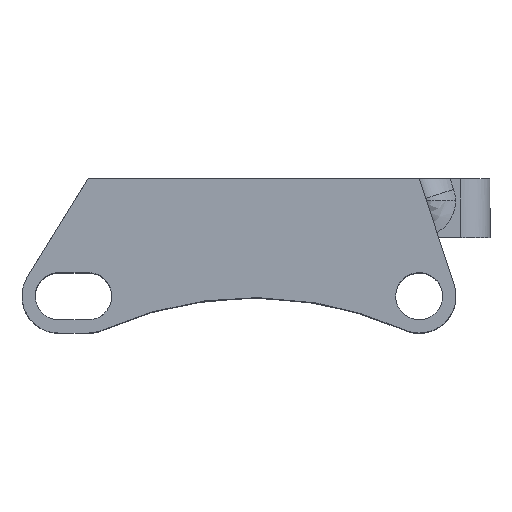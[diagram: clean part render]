
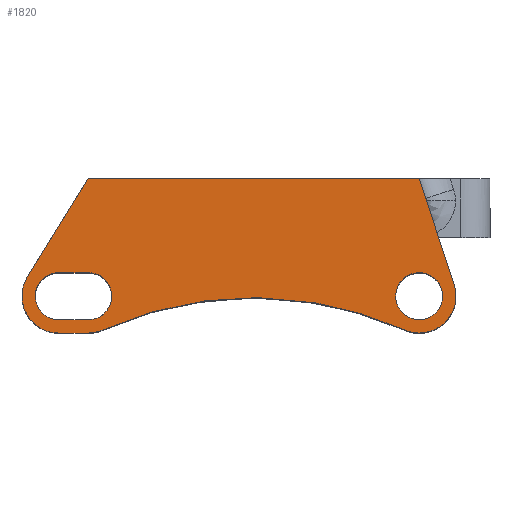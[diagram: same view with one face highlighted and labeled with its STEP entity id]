
A CAD part, top view. The second image highlights one B-rep face of the part: STEP entity #1820.
In plain terms, the highlighted free-form (B-spline) face has degree [1, 1] with [2, 2] control points.
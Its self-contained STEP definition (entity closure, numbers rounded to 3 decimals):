
#529 = VERTEX_POINT('',#530);
#530 = CARTESIAN_POINT('',(-3.273,2.618,28.639)
  );
#546 = VERTEX_POINT('',#547);
#547 = CARTESIAN_POINT('',(-5.891,0.,
    28.639));
#552 = EDGE_CURVE('',#529,#546,#553,.T.);
#553 = ( BOUNDED_CURVE() B_SPLINE_CURVE(2,(#554,#555,#556),
.UNSPECIFIED.,.F.,.F.) B_SPLINE_CURVE_WITH_KNOTS((3,3),(1.571,
3.142),.PIECEWISE_BEZIER_KNOTS.) CURVE() 
GEOMETRIC_REPRESENTATION_ITEM() RATIONAL_B_SPLINE_CURVE((1.,
0.707,1.)) REPRESENTATION_ITEM('') );
#554 = CARTESIAN_POINT('',(-3.273,2.618,28.639)
  );
#555 = CARTESIAN_POINT('',(-5.891,2.618,28.639)
  );
#556 = CARTESIAN_POINT('',(-5.891,0.,
    28.639));
#569 = VERTEX_POINT('',#570);
#570 = CARTESIAN_POINT('',(34.203,0.,28.639));
#588 = VERTEX_POINT('',#589);
#589 = CARTESIAN_POINT('',(39.44,0.,
    28.639));
#594 = EDGE_CURVE('',#569,#588,#595,.T.);
#595 = ( BOUNDED_CURVE() B_SPLINE_CURVE(2,(#596,#597,#598,#599,#600),
.UNSPECIFIED.,.F.,.F.) B_SPLINE_CURVE_WITH_KNOTS((3,2,3),(3.142,
4.712,6.283),.PIECEWISE_BEZIER_KNOTS.) CURVE() 
GEOMETRIC_REPRESENTATION_ITEM() RATIONAL_B_SPLINE_CURVE((1.,
0.707,1.,0.707,1.)) REPRESENTATION_ITEM('') );
#596 = CARTESIAN_POINT('',(34.203,0.,
    28.639));
#597 = CARTESIAN_POINT('',(34.203,-2.618,
    28.639));
#598 = CARTESIAN_POINT('',(36.822,-2.618,
    28.639));
#599 = CARTESIAN_POINT('',(39.44,-2.618,
    28.639));
#600 = CARTESIAN_POINT('',(39.44,0.,
    28.639));
#616 = EDGE_CURVE('',#617,#619,#621,.T.);
#617 = VERTEX_POINT('',#618);
#618 = CARTESIAN_POINT('',(-7.364,0.,
    28.639));
#619 = VERTEX_POINT('',#620);
#620 = CARTESIAN_POINT('',(-3.273,-4.091,28.639
    ));
#621 = ( BOUNDED_CURVE() B_SPLINE_CURVE(2,(#622,#623,#624),
.UNSPECIFIED.,.F.,.F.) B_SPLINE_CURVE_WITH_KNOTS((3,3),(3.142,
4.712),.PIECEWISE_BEZIER_KNOTS.) CURVE() 
GEOMETRIC_REPRESENTATION_ITEM() RATIONAL_B_SPLINE_CURVE((1.,
0.707,1.)) REPRESENTATION_ITEM('') );
#622 = CARTESIAN_POINT('',(-7.364,0.,
    28.639));
#623 = CARTESIAN_POINT('',(-7.364,-4.091,
    28.639));
#624 = CARTESIAN_POINT('',(-3.273,-4.091,28.639
    ));
#1291 = VERTEX_POINT('',#1292);
#1292 = CARTESIAN_POINT('',(-6.755,2.149,
    28.639));
#1297 = EDGE_CURVE('',#1298,#1291,#1300,.T.);
#1298 = VERTEX_POINT('',#1299);
#1299 = CARTESIAN_POINT('',(0.,13.092,28.639));
#1300 = B_SPLINE_CURVE_WITH_KNOTS('',1,(#1301,#1302),.UNSPECIFIED.,.F.,
  .F.,(2,2),(-15.716,0.),
  .PIECEWISE_BEZIER_KNOTS.);
#1301 = CARTESIAN_POINT('',(0.,13.092,28.639));
#1302 = CARTESIAN_POINT('',(-6.755,2.149,
    28.639));
#1434 = EDGE_CURVE('',#1435,#1298,#1437,.T.);
#1435 = VERTEX_POINT('',#1436);
#1436 = CARTESIAN_POINT('',(36.822,13.092,
    28.639));
#1437 = B_SPLINE_CURVE_WITH_KNOTS('',1,(#1438,#1439),.UNSPECIFIED.,.F.,
  .F.,(2,2),(-45.,-0.),.PIECEWISE_BEZIER_KNOTS.);
#1438 = CARTESIAN_POINT('',(36.822,13.092,
    28.639));
#1439 = CARTESIAN_POINT('',(0.,13.092,28.639));
#1599 = VERTEX_POINT('',#1600);
#1600 = CARTESIAN_POINT('',(40.708,1.279,
    28.639));
#1605 = EDGE_CURVE('',#1606,#1599,#1608,.T.);
#1606 = VERTEX_POINT('',#1607);
#1607 = CARTESIAN_POINT('',(35.148,-3.733,
    28.639));
#1608 = ( BOUNDED_CURVE() B_SPLINE_CURVE(2,(#1609,#1610,#1611),
.UNSPECIFIED.,.F.,.F.) B_SPLINE_CURVE_WITH_KNOTS((3,3),(4.291,
6.601),.PIECEWISE_BEZIER_KNOTS.) CURVE() 
GEOMETRIC_REPRESENTATION_ITEM() RATIONAL_B_SPLINE_CURVE((1.,
0.404,1.)) REPRESENTATION_ITEM('') );
#1609 = CARTESIAN_POINT('',(35.148,-3.733,
    28.639));
#1610 = CARTESIAN_POINT('',(43.604,-7.524,
    28.639));
#1611 = CARTESIAN_POINT('',(40.708,1.279,
    28.639));
#1820 = ADVANCED_FACE('',(#1821,#1859,#1870),#1903,.T.);
#1821 = FACE_BOUND('',#1822,.T.);
#1822 = EDGE_LOOP('',(#1823,#1833,#1839,#1840,#1845,#1846,#1847,#1853,
    #1854));
#1823 = ORIENTED_EDGE('',*,*,#1824,.T.);
#1824 = EDGE_CURVE('',#1825,#1827,#1829,.T.);
#1825 = VERTEX_POINT('',#1826);
#1826 = CARTESIAN_POINT('',(0.,-4.091,
    28.639));
#1827 = VERTEX_POINT('',#1828);
#1828 = CARTESIAN_POINT('',(1.674,-3.733,
    28.639));
#1829 = ( BOUNDED_CURVE() B_SPLINE_CURVE(2,(#1830,#1831,#1832),
.UNSPECIFIED.,.F.,.F.) B_SPLINE_CURVE_WITH_KNOTS((3,3),(4.712,
5.134),.PIECEWISE_BEZIER_KNOTS.) CURVE() 
GEOMETRIC_REPRESENTATION_ITEM() RATIONAL_B_SPLINE_CURVE((1.,
0.978,1.)) REPRESENTATION_ITEM('') );
#1830 = CARTESIAN_POINT('',(0.,-4.091,
    28.639));
#1831 = CARTESIAN_POINT('',(0.875,-4.091,
    28.639));
#1832 = CARTESIAN_POINT('',(1.674,-3.733,
    28.639));
#1833 = ORIENTED_EDGE('',*,*,#1834,.T.);
#1834 = EDGE_CURVE('',#1827,#1606,#1835,.T.);
#1835 = ( BOUNDED_CURVE() B_SPLINE_CURVE(2,(#1836,#1837,#1838),
.UNSPECIFIED.,.F.,.F.) B_SPLINE_CURVE_WITH_KNOTS((3,3),(1.149,
1.992),.PIECEWISE_BEZIER_KNOTS.) CURVE() 
GEOMETRIC_REPRESENTATION_ITEM() RATIONAL_B_SPLINE_CURVE((1.,
0.912,1.)) REPRESENTATION_ITEM('') );
#1836 = CARTESIAN_POINT('',(1.674,-3.733,
    28.639));
#1837 = CARTESIAN_POINT('',(18.411,3.77,
    28.639));
#1838 = CARTESIAN_POINT('',(35.148,-3.733,
    28.639));
#1839 = ORIENTED_EDGE('',*,*,#1605,.T.);
#1840 = ORIENTED_EDGE('',*,*,#1841,.T.);
#1841 = EDGE_CURVE('',#1599,#1435,#1842,.T.);
#1842 = B_SPLINE_CURVE_WITH_KNOTS('',1,(#1843,#1844),.UNSPECIFIED.,.F.,
  .F.,(2,2),(-15.199,0.),.PIECEWISE_BEZIER_KNOTS.);
#1843 = CARTESIAN_POINT('',(40.708,1.279,
    28.639));
#1844 = CARTESIAN_POINT('',(36.822,13.092,
    28.639));
#1845 = ORIENTED_EDGE('',*,*,#1434,.T.);
#1846 = ORIENTED_EDGE('',*,*,#1297,.T.);
#1847 = ORIENTED_EDGE('',*,*,#1848,.T.);
#1848 = EDGE_CURVE('',#1291,#617,#1849,.T.);
#1849 = ( BOUNDED_CURVE() B_SPLINE_CURVE(2,(#1850,#1851,#1852),
.UNSPECIFIED.,.F.,.F.) B_SPLINE_CURVE_WITH_KNOTS((3,3),(2.589,
3.142),.PIECEWISE_BEZIER_KNOTS.) CURVE() 
GEOMETRIC_REPRESENTATION_ITEM() RATIONAL_B_SPLINE_CURVE((1.,
0.962,1.)) REPRESENTATION_ITEM('') );
#1850 = CARTESIAN_POINT('',(-6.755,2.149,
    28.639));
#1851 = CARTESIAN_POINT('',(-7.364,1.161,
    28.639));
#1852 = CARTESIAN_POINT('',(-7.364,0.,
    28.639));
#1853 = ORIENTED_EDGE('',*,*,#616,.T.);
#1854 = ORIENTED_EDGE('',*,*,#1855,.T.);
#1855 = EDGE_CURVE('',#619,#1825,#1856,.T.);
#1856 = B_SPLINE_CURVE_WITH_KNOTS('',1,(#1857,#1858),.UNSPECIFIED.,.F.,
  .F.,(2,2),(-4.,0.),.PIECEWISE_BEZIER_KNOTS.);
#1857 = CARTESIAN_POINT('',(-3.273,-4.091,
    28.639));
#1858 = CARTESIAN_POINT('',(0.,-4.091,
    28.639));
#1859 = FACE_BOUND('',#1860,.T.);
#1860 = EDGE_LOOP('',(#1861,#1862));
#1861 = ORIENTED_EDGE('',*,*,#594,.F.);
#1862 = ORIENTED_EDGE('',*,*,#1863,.F.);
#1863 = EDGE_CURVE('',#588,#569,#1864,.T.);
#1864 = ( BOUNDED_CURVE() B_SPLINE_CURVE(2,(#1865,#1866,#1867,#1868,
#1869),.UNSPECIFIED.,.F.,.F.) B_SPLINE_CURVE_WITH_KNOTS((3,2,3),(0.,
1.571,3.142),.PIECEWISE_BEZIER_KNOTS.) CURVE() 
GEOMETRIC_REPRESENTATION_ITEM() RATIONAL_B_SPLINE_CURVE((1.,
0.707,1.,0.707,1.)) REPRESENTATION_ITEM('') );
#1865 = CARTESIAN_POINT('',(39.44,0.,28.639));
#1866 = CARTESIAN_POINT('',(39.44,2.618,
    28.639));
#1867 = CARTESIAN_POINT('',(36.822,2.618,
    28.639));
#1868 = CARTESIAN_POINT('',(34.203,2.618,
    28.639));
#1869 = CARTESIAN_POINT('',(34.203,0.,
    28.639));
#1870 = FACE_BOUND('',#1871,.T.);
#1871 = EDGE_LOOP('',(#1872,#1879,#1889,#1896,#1902));
#1872 = ORIENTED_EDGE('',*,*,#1873,.F.);
#1873 = EDGE_CURVE('',#1874,#529,#1876,.T.);
#1874 = VERTEX_POINT('',#1875);
#1875 = CARTESIAN_POINT('',(0.,2.618,
    28.639));
#1876 = B_SPLINE_CURVE_WITH_KNOTS('',1,(#1877,#1878),.UNSPECIFIED.,.F.,
  .F.,(2,2),(0.,4.),.PIECEWISE_BEZIER_KNOTS.);
#1877 = CARTESIAN_POINT('',(0.,2.618,
    28.639));
#1878 = CARTESIAN_POINT('',(-3.273,2.618,28.639)
  );
#1879 = ORIENTED_EDGE('',*,*,#1880,.F.);
#1880 = EDGE_CURVE('',#1881,#1874,#1883,.T.);
#1881 = VERTEX_POINT('',#1882);
#1882 = CARTESIAN_POINT('',(0.,-2.618,
    28.639));
#1883 = ( BOUNDED_CURVE() B_SPLINE_CURVE(2,(#1884,#1885,#1886,#1887,
#1888),.UNSPECIFIED.,.F.,.F.) B_SPLINE_CURVE_WITH_KNOTS((3,2,3),(
    4.712,6.283,7.854),
.PIECEWISE_BEZIER_KNOTS.) CURVE() GEOMETRIC_REPRESENTATION_ITEM() 
RATIONAL_B_SPLINE_CURVE((1.,0.707,1.,0.707,1.)) 
REPRESENTATION_ITEM('') );
#1884 = CARTESIAN_POINT('',(0.,-2.618,
    28.639));
#1885 = CARTESIAN_POINT('',(2.618,-2.618,28.639
    ));
#1886 = CARTESIAN_POINT('',(2.618,0.,
    28.639));
#1887 = CARTESIAN_POINT('',(2.618,2.618,28.639)
  );
#1888 = CARTESIAN_POINT('',(0.,2.618,
    28.639));
#1889 = ORIENTED_EDGE('',*,*,#1890,.F.);
#1890 = EDGE_CURVE('',#1891,#1881,#1893,.T.);
#1891 = VERTEX_POINT('',#1892);
#1892 = CARTESIAN_POINT('',(-3.273,-2.618,28.639
    ));
#1893 = B_SPLINE_CURVE_WITH_KNOTS('',1,(#1894,#1895),.UNSPECIFIED.,.F.,
  .F.,(2,2),(-4.,0.),.PIECEWISE_BEZIER_KNOTS.);
#1894 = CARTESIAN_POINT('',(-3.273,-2.618,28.639
    ));
#1895 = CARTESIAN_POINT('',(0.,-2.618,
    28.639));
#1896 = ORIENTED_EDGE('',*,*,#1897,.F.);
#1897 = EDGE_CURVE('',#546,#1891,#1898,.T.);
#1898 = ( BOUNDED_CURVE() B_SPLINE_CURVE(2,(#1899,#1900,#1901),
.UNSPECIFIED.,.F.,.F.) B_SPLINE_CURVE_WITH_KNOTS((3,3),(3.142,
4.712),.PIECEWISE_BEZIER_KNOTS.) CURVE() 
GEOMETRIC_REPRESENTATION_ITEM() RATIONAL_B_SPLINE_CURVE((1.,
0.707,1.)) REPRESENTATION_ITEM('') );
#1899 = CARTESIAN_POINT('',(-5.891,0.,
    28.639));
#1900 = CARTESIAN_POINT('',(-5.891,-2.618,
    28.639));
#1901 = CARTESIAN_POINT('',(-3.273,-2.618,28.639
    ));
#1902 = ORIENTED_EDGE('',*,*,#552,.F.);
#1903 = B_SPLINE_SURFACE_WITH_KNOTS('',1,1,(
    (#1904,#1905)
    ,(#1906,#1907
    )),.UNSPECIFIED.,.F.,.F.,.F.,(2,2),(2,2),(-9.,50.),(-5.,16.),
  .PIECEWISE_BEZIER_KNOTS.);
#1904 = CARTESIAN_POINT('',(-7.364,-4.091,
    28.639));
#1905 = CARTESIAN_POINT('',(-7.364,13.092,
    28.639));
#1906 = CARTESIAN_POINT('',(40.913,-4.091,
    28.639));
#1907 = CARTESIAN_POINT('',(40.913,13.092,
    28.639));
